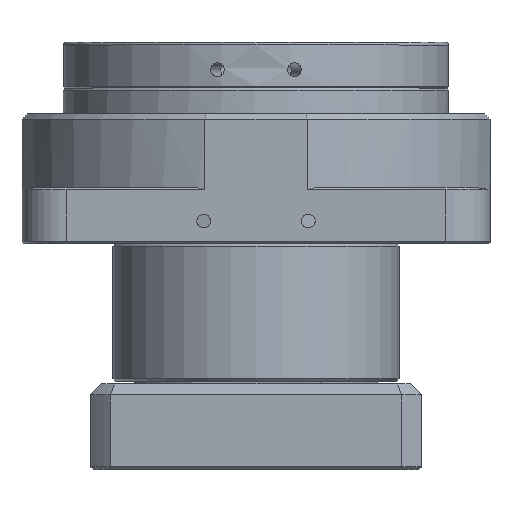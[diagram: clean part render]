
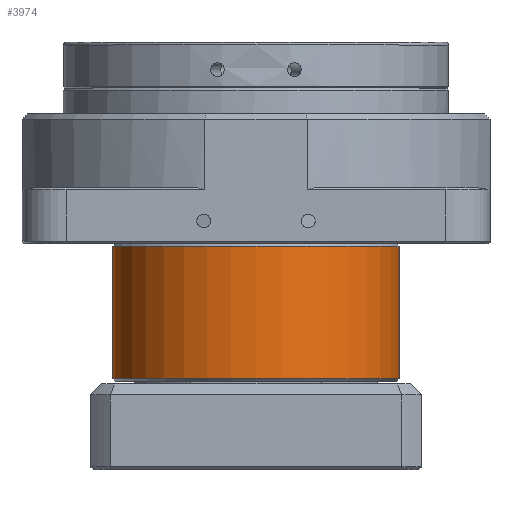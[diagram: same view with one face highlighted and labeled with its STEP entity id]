
A CAD part, top view. The second image highlights one B-rep face of the part: STEP entity #3974.
In plain terms, the highlighted cylindrical face has radius 26 mm (diameter 52 mm), a full revolution.
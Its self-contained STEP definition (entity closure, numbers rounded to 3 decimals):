
#3633=CARTESIAN_POINT('',(0.,-0.5,-15.6));
#3634=VERTEX_POINT('',#3633);
#3635=CARTESIAN_POINT('',(0.,-0.5,-41.6));
#3636=DIRECTION('',(0.0,-1.0,0.0));
#3637=DIRECTION('',(0.,0.0,-1.));
#3638=AXIS2_PLACEMENT_3D('',#3635,#3636,#3637);
#3639=CIRCLE('',#3638,26.);
#3640=EDGE_CURVE('',#3634,#3634,#3639,.T.);
#3951=CARTESIAN_POINT('',(0.,-24.5,-67.6));
#3952=VERTEX_POINT('',#3951);
#3953=CARTESIAN_POINT('',(0.,-24.5,-41.6));
#3954=DIRECTION('',(0.0,1.0,0.0));
#3955=DIRECTION('',(0.,0.0,1.));
#3956=AXIS2_PLACEMENT_3D('',#3953,#3954,#3955);
#3957=CIRCLE('',#3956,26.);
#3958=EDGE_CURVE('',#3952,#3952,#3957,.T.);
#3963=CARTESIAN_POINT('',(0.,-25.0,-41.6));
#3964=DIRECTION('',(0.0,-1.0,0.0));
#3965=DIRECTION('',(0.,0.0,1.));
#3966=AXIS2_PLACEMENT_3D('',#3963,#3964,#3965);
#3967=CYLINDRICAL_SURFACE('',#3966,26.);
#3968=ORIENTED_EDGE('',*,*,#3640,.T.);
#3969=EDGE_LOOP('',(#3968));
#3970=FACE_OUTER_BOUND('',#3969,.T.);
#3971=ORIENTED_EDGE('',*,*,#3958,.T.);
#3972=EDGE_LOOP('',(#3971));
#3973=FACE_BOUND('',#3972,.T.);
#3974=ADVANCED_FACE('',(#3970,#3973),#3967,.T.);
